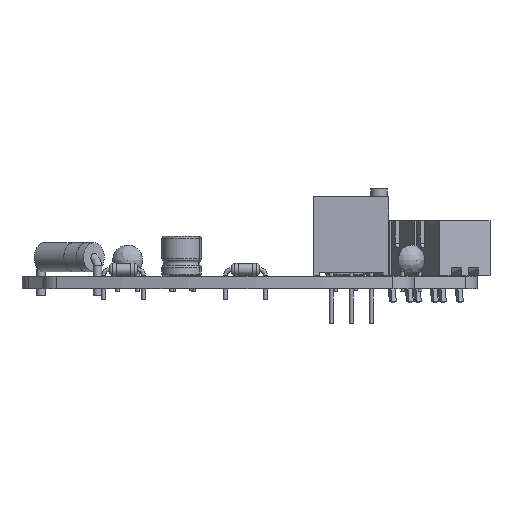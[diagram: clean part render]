
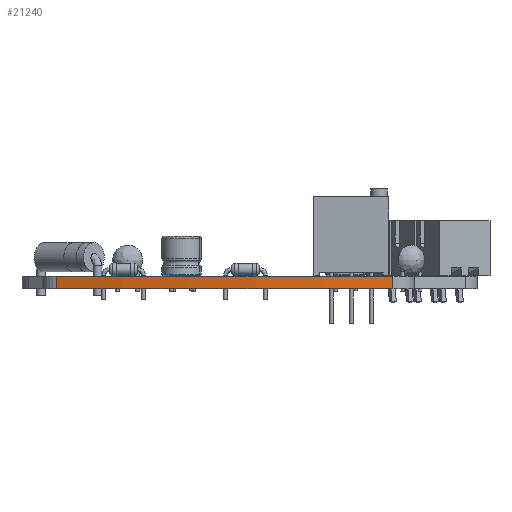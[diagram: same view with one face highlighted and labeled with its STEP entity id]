
A CAD part, front view. The second image highlights one B-rep face of the part: STEP entity #21240.
In plain terms, the highlighted cylindrical face has radius 95.001 mm (diameter 190.001 mm), a partial arc.
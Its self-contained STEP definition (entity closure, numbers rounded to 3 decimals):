
#16108 = PLANE('',#16109);
#16109 = AXIS2_PLACEMENT_3D('',#16110,#16111,#16112);
#16110 = CARTESIAN_POINT('',(146.083,-107.626,1.6));
#16111 = DIRECTION('',(-0.,-0.,-1.));
#16112 = DIRECTION('',(-1.,0.,0.));
#16162 = PLANE('',#16163);
#16163 = AXIS2_PLACEMENT_3D('',#16164,#16165,#16166);
#16164 = CARTESIAN_POINT('',(146.083,-107.626,0.));
#16165 = DIRECTION('',(-0.,-0.,-1.));
#16166 = DIRECTION('',(-1.,0.,0.));
#16624 = VERTEX_POINT('',#16625);
#16625 = CARTESIAN_POINT('',(165.011,-128.869,0.));
#16644 = CYLINDRICAL_SURFACE('',#16645,3.);
#16645 = AXIS2_PLACEMENT_3D('',#16646,#16647,#16648);
#16646 = CARTESIAN_POINT('',(164.718,-125.883,0.));
#16647 = DIRECTION('',(-0.,-0.,-1.));
#16648 = DIRECTION('',(1.,0.,-0.));
#16656 = EDGE_CURVE('',#16657,#16624,#16659,.T.);
#16657 = VERTEX_POINT('',#16658);
#16658 = CARTESIAN_POINT('',(122.303,-123.246,0.));
#16659 = SURFACE_CURVE('',#16660,(#16665,#16676),.PCURVE_S1.);
#16660 = CIRCLE('',#16661,95.);
#16661 = AXIS2_PLACEMENT_3D('',#16662,#16663,#16664);
#16662 = CARTESIAN_POINT('',(155.734,-34.322,0.));
#16663 = DIRECTION('',(0.,0.,1.));
#16664 = DIRECTION('',(1.,0.,-0.));
#16665 = PCURVE('',#16162,#16666);
#16666 = DEFINITIONAL_REPRESENTATION('',(#16667),#16675);
#16667 = ( BOUNDED_CURVE() B_SPLINE_CURVE(2,(#16668,#16669,#16670,#16671
    ,#16672,#16673,#16674),.UNSPECIFIED.,.T.,.F.) 
B_SPLINE_CURVE_WITH_KNOTS((1,2,2,2,2,1),(-2.094,0.,
    2.094,4.189,6.283,8.378),
.UNSPECIFIED.) CURVE() GEOMETRIC_REPRESENTATION_ITEM() 
RATIONAL_B_SPLINE_CURVE((1.,0.5,1.,0.5,1.,0.5,1.)) REPRESENTATION_ITEM(
  '') );
#16668 = CARTESIAN_POINT('',(-104.651,73.304));
#16669 = CARTESIAN_POINT('',(-104.651,237.85));
#16670 = CARTESIAN_POINT('',(37.85,155.577));
#16671 = CARTESIAN_POINT('',(180.35,73.304));
#16672 = CARTESIAN_POINT('',(37.85,-8.968));
#16673 = CARTESIAN_POINT('',(-104.651,-91.241));
#16674 = CARTESIAN_POINT('',(-104.651,73.304));
#16675 = ( GEOMETRIC_REPRESENTATION_CONTEXT(2) 
PARAMETRIC_REPRESENTATION_CONTEXT() REPRESENTATION_CONTEXT('2D SPACE',''
  ) );
#16676 = PCURVE('',#16677,#16682);
#16677 = CYLINDRICAL_SURFACE('',#16678,95.);
#16678 = AXIS2_PLACEMENT_3D('',#16679,#16680,#16681);
#16679 = CARTESIAN_POINT('',(155.734,-34.322,0.));
#16680 = DIRECTION('',(-0.,-0.,-1.));
#16681 = DIRECTION('',(1.,0.,-0.));
#16682 = DEFINITIONAL_REPRESENTATION('',(#16683),#16687);
#16683 = LINE('',#16684,#16685);
#16684 = CARTESIAN_POINT('',(-0.,0.));
#16685 = VECTOR('',#16686,1.);
#16686 = DIRECTION('',(-1.,0.));
#16687 = ( GEOMETRIC_REPRESENTATION_CONTEXT(2) 
PARAMETRIC_REPRESENTATION_CONTEXT() REPRESENTATION_CONTEXT('2D SPACE',''
  ) );
#16710 = CYLINDRICAL_SURFACE('',#16711,3.);
#16711 = AXIS2_PLACEMENT_3D('',#16712,#16713,#16714);
#16712 = CARTESIAN_POINT('',(123.359,-120.438,0.));
#16713 = DIRECTION('',(-0.,-0.,-1.));
#16714 = DIRECTION('',(1.,0.,-0.));
#19170 = VERTEX_POINT('',#19171);
#19171 = CARTESIAN_POINT('',(165.011,-128.869,1.6));
#19197 = EDGE_CURVE('',#19198,#19170,#19200,.T.);
#19198 = VERTEX_POINT('',#19199);
#19199 = CARTESIAN_POINT('',(122.303,-123.246,1.6));
#19200 = SURFACE_CURVE('',#19201,(#19206,#19217),.PCURVE_S1.);
#19201 = CIRCLE('',#19202,95.);
#19202 = AXIS2_PLACEMENT_3D('',#19203,#19204,#19205);
#19203 = CARTESIAN_POINT('',(155.734,-34.322,1.6));
#19204 = DIRECTION('',(0.,0.,1.));
#19205 = DIRECTION('',(1.,0.,-0.));
#19206 = PCURVE('',#16108,#19207);
#19207 = DEFINITIONAL_REPRESENTATION('',(#19208),#19216);
#19208 = ( BOUNDED_CURVE() B_SPLINE_CURVE(2,(#19209,#19210,#19211,#19212
    ,#19213,#19214,#19215),.UNSPECIFIED.,.T.,.F.) 
B_SPLINE_CURVE_WITH_KNOTS((1,2,2,2,2,1),(-2.094,0.,
    2.094,4.189,6.283,8.378),
.UNSPECIFIED.) CURVE() GEOMETRIC_REPRESENTATION_ITEM() 
RATIONAL_B_SPLINE_CURVE((1.,0.5,1.,0.5,1.,0.5,1.)) REPRESENTATION_ITEM(
  '') );
#19209 = CARTESIAN_POINT('',(-104.651,73.304));
#19210 = CARTESIAN_POINT('',(-104.651,237.85));
#19211 = CARTESIAN_POINT('',(37.85,155.577));
#19212 = CARTESIAN_POINT('',(180.35,73.304));
#19213 = CARTESIAN_POINT('',(37.85,-8.968));
#19214 = CARTESIAN_POINT('',(-104.651,-91.241));
#19215 = CARTESIAN_POINT('',(-104.651,73.304));
#19216 = ( GEOMETRIC_REPRESENTATION_CONTEXT(2) 
PARAMETRIC_REPRESENTATION_CONTEXT() REPRESENTATION_CONTEXT('2D SPACE',''
  ) );
#19217 = PCURVE('',#16677,#19218);
#19218 = DEFINITIONAL_REPRESENTATION('',(#19219),#19223);
#19219 = LINE('',#19220,#19221);
#19220 = CARTESIAN_POINT('',(-0.,-1.6));
#19221 = VECTOR('',#19222,1.);
#19222 = DIRECTION('',(-1.,0.));
#19223 = ( GEOMETRIC_REPRESENTATION_CONTEXT(2) 
PARAMETRIC_REPRESENTATION_CONTEXT() REPRESENTATION_CONTEXT('2D SPACE',''
  ) );
#21192 = EDGE_CURVE('',#16657,#19198,#21193,.T.);
#21193 = SURFACE_CURVE('',#21194,(#21198,#21205),.PCURVE_S1.);
#21194 = LINE('',#21195,#21196);
#21195 = CARTESIAN_POINT('',(122.303,-123.246,0.));
#21196 = VECTOR('',#21197,1.);
#21197 = DIRECTION('',(0.,0.,1.));
#21198 = PCURVE('',#16710,#21199);
#21199 = DEFINITIONAL_REPRESENTATION('',(#21200),#21204);
#21200 = LINE('',#21201,#21202);
#21201 = CARTESIAN_POINT('',(-4.353,0.));
#21202 = VECTOR('',#21203,1.);
#21203 = DIRECTION('',(-0.,-1.));
#21204 = ( GEOMETRIC_REPRESENTATION_CONTEXT(2) 
PARAMETRIC_REPRESENTATION_CONTEXT() REPRESENTATION_CONTEXT('2D SPACE',''
  ) );
#21205 = PCURVE('',#16677,#21206);
#21206 = DEFINITIONAL_REPRESENTATION('',(#21207),#21211);
#21207 = LINE('',#21208,#21209);
#21208 = CARTESIAN_POINT('',(-4.353,0.));
#21209 = VECTOR('',#21210,1.);
#21210 = DIRECTION('',(-0.,-1.));
#21211 = ( GEOMETRIC_REPRESENTATION_CONTEXT(2) 
PARAMETRIC_REPRESENTATION_CONTEXT() REPRESENTATION_CONTEXT('2D SPACE',''
  ) );
#21240 = ADVANCED_FACE('',(#21241),#16677,.T.);
#21241 = FACE_BOUND('',#21242,.F.);
#21242 = EDGE_LOOP('',(#21243,#21244,#21245,#21266));
#21243 = ORIENTED_EDGE('',*,*,#21192,.T.);
#21244 = ORIENTED_EDGE('',*,*,#19197,.T.);
#21245 = ORIENTED_EDGE('',*,*,#21246,.F.);
#21246 = EDGE_CURVE('',#16624,#19170,#21247,.T.);
#21247 = SURFACE_CURVE('',#21248,(#21252,#21259),.PCURVE_S1.);
#21248 = LINE('',#21249,#21250);
#21249 = CARTESIAN_POINT('',(165.011,-128.869,0.));
#21250 = VECTOR('',#21251,1.);
#21251 = DIRECTION('',(0.,0.,1.));
#21252 = PCURVE('',#16677,#21253);
#21253 = DEFINITIONAL_REPRESENTATION('',(#21254),#21258);
#21254 = LINE('',#21255,#21256);
#21255 = CARTESIAN_POINT('',(-4.81,0.));
#21256 = VECTOR('',#21257,1.);
#21257 = DIRECTION('',(-0.,-1.));
#21258 = ( GEOMETRIC_REPRESENTATION_CONTEXT(2) 
PARAMETRIC_REPRESENTATION_CONTEXT() REPRESENTATION_CONTEXT('2D SPACE',''
  ) );
#21259 = PCURVE('',#16644,#21260);
#21260 = DEFINITIONAL_REPRESENTATION('',(#21261),#21265);
#21261 = LINE('',#21262,#21263);
#21262 = CARTESIAN_POINT('',(-4.81,0.));
#21263 = VECTOR('',#21264,1.);
#21264 = DIRECTION('',(-0.,-1.));
#21265 = ( GEOMETRIC_REPRESENTATION_CONTEXT(2) 
PARAMETRIC_REPRESENTATION_CONTEXT() REPRESENTATION_CONTEXT('2D SPACE',''
  ) );
#21266 = ORIENTED_EDGE('',*,*,#16656,.F.);
